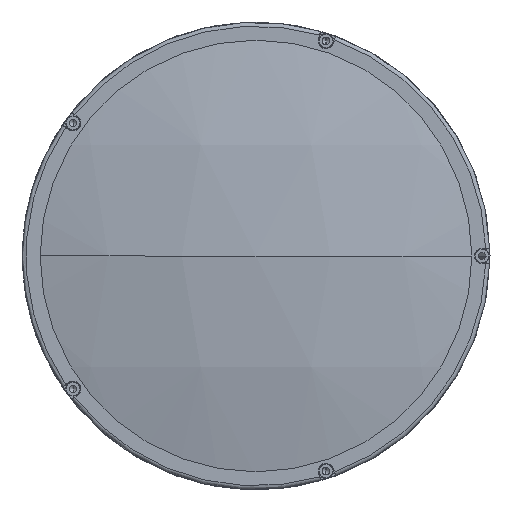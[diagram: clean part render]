
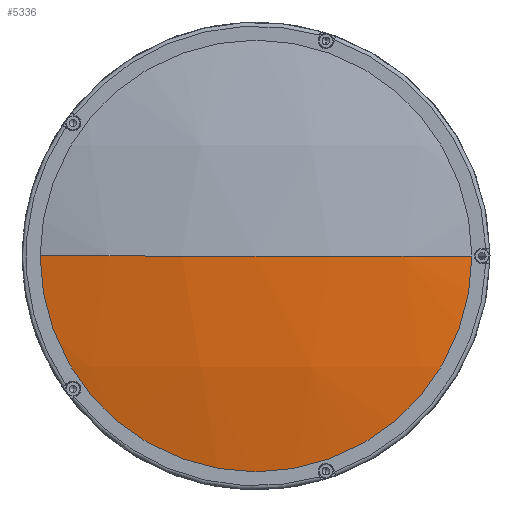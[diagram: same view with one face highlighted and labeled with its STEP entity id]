
A CAD part, left-side view. The second image highlights one B-rep face of the part: STEP entity #5336.
In plain terms, the highlighted spherical face has radius 384 mm.
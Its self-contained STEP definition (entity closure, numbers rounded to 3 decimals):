
#56 = CARTESIAN_POINT ( 'NONE',  ( 21.37, 0., 0. ) ) ;
#710 = CARTESIAN_POINT ( 'NONE',  ( -353.104, -85., 0. ) ) ;
#805 = CIRCLE ( 'NONE', #1768, 85. ) ;
#1123 = EDGE_LOOP ( 'NONE', ( #1876, #3159, #3207 ) ) ;
#1288 = DIRECTION ( 'NONE',  ( 0., 1., 0. ) ) ;
#1321 = AXIS2_PLACEMENT_3D ( 'NONE', #5195, #5295, #1288 ) ;
#1768 = AXIS2_PLACEMENT_3D ( 'NONE', #4861, #5852, #5885 ) ;
#1876 = ORIENTED_EDGE ( 'NONE', *, *, #3974, .T. ) ;
#1888 = EDGE_CURVE ( 'NONE', #4223, #2172, #3757, .T. ) ;
#2172 = VERTEX_POINT ( 'NONE', #5095 ) ;
#2383 = SPHERICAL_SURFACE ( 'NONE', #2738, 384. ) ;
#2516 = CIRCLE ( 'NONE', #3792, 384. ) ;
#2738 = AXIS2_PLACEMENT_3D ( 'NONE', #3941, #6044, #2884 ) ;
#2884 = DIRECTION ( 'NONE',  ( 0., 1., 0. ) ) ;
#2984 = FACE_OUTER_BOUND ( 'NONE', #1123, .T. ) ;
#3159 = ORIENTED_EDGE ( 'NONE', *, *, #1888, .T. ) ;
#3207 = ORIENTED_EDGE ( 'NONE', *, *, #5396, .F. ) ;
#3757 = CIRCLE ( 'NONE', #1321, 384. ) ;
#3792 = AXIS2_PLACEMENT_3D ( 'NONE', #56, #5575, #6207 ) ;
#3941 = CARTESIAN_POINT ( 'NONE',  ( 21.37, 0., 0. ) ) ;
#3974 = EDGE_CURVE ( 'NONE', #5872, #4223, #805, .T. ) ;
#4223 = VERTEX_POINT ( 'NONE', #710 ) ;
#4861 = CARTESIAN_POINT ( 'NONE',  ( -353.104, 0., 0. ) ) ;
#5095 = CARTESIAN_POINT ( 'NONE',  ( -362.63, 0., 0. ) ) ;
#5195 = CARTESIAN_POINT ( 'NONE',  ( 21.37, 0., 0. ) ) ;
#5295 = DIRECTION ( 'NONE',  ( 0., 0., -1. ) ) ;
#5336 = ADVANCED_FACE ( 'NONE', ( #2984 ), #2383, .T. ) ;
#5396 = EDGE_CURVE ( 'NONE', #5872, #2172, #2516, .T. ) ;
#5575 = DIRECTION ( 'NONE',  ( 0., 0., 1. ) ) ;
#5852 = DIRECTION ( 'NONE',  ( -1., 0., 0. ) ) ;
#5872 = VERTEX_POINT ( 'NONE', #6198 ) ;
#5885 = DIRECTION ( 'NONE',  ( 0., 0., 1. ) ) ;
#6044 = DIRECTION ( 'NONE',  ( 0., 0., -1. ) ) ;
#6198 = CARTESIAN_POINT ( 'NONE',  ( -353.104, 85., 0. ) ) ;
#6207 = DIRECTION ( 'NONE',  ( 0., -1., 0. ) ) ;
